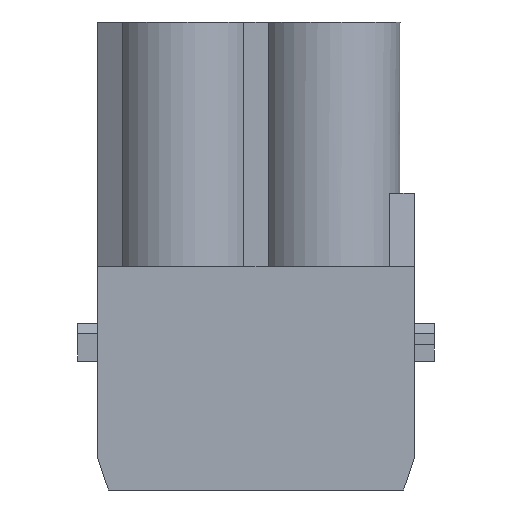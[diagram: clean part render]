
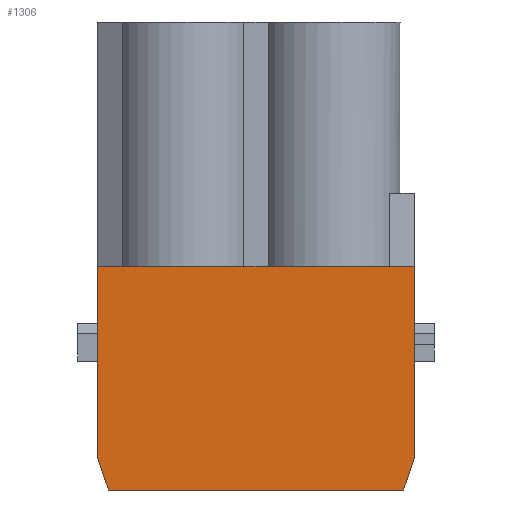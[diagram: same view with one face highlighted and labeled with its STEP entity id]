
A CAD part, left-side view. The second image highlights one B-rep face of the part: STEP entity #1306.
In plain terms, the highlighted planar face has unit normal (-1, 0, 0).
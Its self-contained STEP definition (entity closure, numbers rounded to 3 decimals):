
#1029=FACE_OUTER_BOUND('',#1943,.T.);
#1306=ADVANCED_FACE('',(#1029),#1597,.T.);
#1597=PLANE('',#7313);
#1943=EDGE_LOOP('',(#2467,#2468,#2469,#2470,#2471,#2472));
#2467=ORIENTED_EDGE('',*,*,#4355,.F.);
#2468=ORIENTED_EDGE('',*,*,#4364,.T.);
#2469=ORIENTED_EDGE('',*,*,#4290,.T.);
#2470=ORIENTED_EDGE('',*,*,#4365,.T.);
#2471=ORIENTED_EDGE('',*,*,#4333,.T.);
#2472=ORIENTED_EDGE('',*,*,#4366,.F.);
#3802=VERTEX_POINT('',#9627);
#3803=VERTEX_POINT('',#9629);
#3845=VERTEX_POINT('',#9784);
#3846=VERTEX_POINT('',#9785);
#3864=VERTEX_POINT('',#9825);
#3865=VERTEX_POINT('',#9827);
#4290=EDGE_CURVE('',#3803,#3802,#5747,.T.);
#4333=EDGE_CURVE('',#3845,#3846,#5762,.T.);
#4355=EDGE_CURVE('',#3864,#3865,#5784,.T.);
#4364=EDGE_CURVE('',#3864,#3803,#5791,.T.);
#4365=EDGE_CURVE('',#3802,#3845,#5792,.T.);
#4366=EDGE_CURVE('',#3865,#3846,#5793,.T.);
#5747=LINE('',#9628,#6343);
#5762=LINE('',#9783,#6358);
#5784=LINE('',#9826,#6380);
#5791=LINE('',#9845,#6387);
#5792=LINE('',#9846,#6388);
#5793=LINE('',#9847,#6389);
#6343=VECTOR('',#7846,1.);
#6358=VECTOR('',#7881,1.);
#6380=VECTOR('',#7905,1.);
#6387=VECTOR('',#7920,1.);
#6388=VECTOR('',#7921,1.);
#6389=VECTOR('',#7922,1.);
#7313=AXIS2_PLACEMENT_3D('',#9848,#7923,#7924);
#7846=DIRECTION('',(0.,-1.,0.));
#7881=DIRECTION('',(0.,0.,1.));
#7905=DIRECTION('',(0.,0.,1.));
#7920=DIRECTION('',(0.,-0.316,-0.949));
#7921=DIRECTION('',(0.,-0.316,0.949));
#7922=DIRECTION('',(0.,-1.,0.));
#7923=DIRECTION('',(-1.,0.,0.));
#7924=DIRECTION('',(0.,0.,-1.));
#9627=CARTESIAN_POINT('',(-7.325,-14.15,-12.35));
#9628=CARTESIAN_POINT('',(-7.325,15.15,-12.35));
#9629=CARTESIAN_POINT('',(-7.325,14.15,-12.35));
#9783=CARTESIAN_POINT('',(-7.325,-15.15,-11.3));
#9784=CARTESIAN_POINT('',(-7.325,-15.15,-9.35));
#9785=CARTESIAN_POINT('',(-7.325,-15.15,9.1));
#9825=CARTESIAN_POINT('',(-7.325,15.15,-9.35));
#9826=CARTESIAN_POINT('',(-7.325,15.15,-11.3));
#9827=CARTESIAN_POINT('',(-7.325,15.15,9.1));
#9845=CARTESIAN_POINT('',(-7.325,14.565,-11.105));
#9846=CARTESIAN_POINT('',(-7.325,-11.535,-20.195));
#9847=CARTESIAN_POINT('',(-7.325,15.15,9.1));
#9848=CARTESIAN_POINT('',(-7.325,15.15,-11.3));
